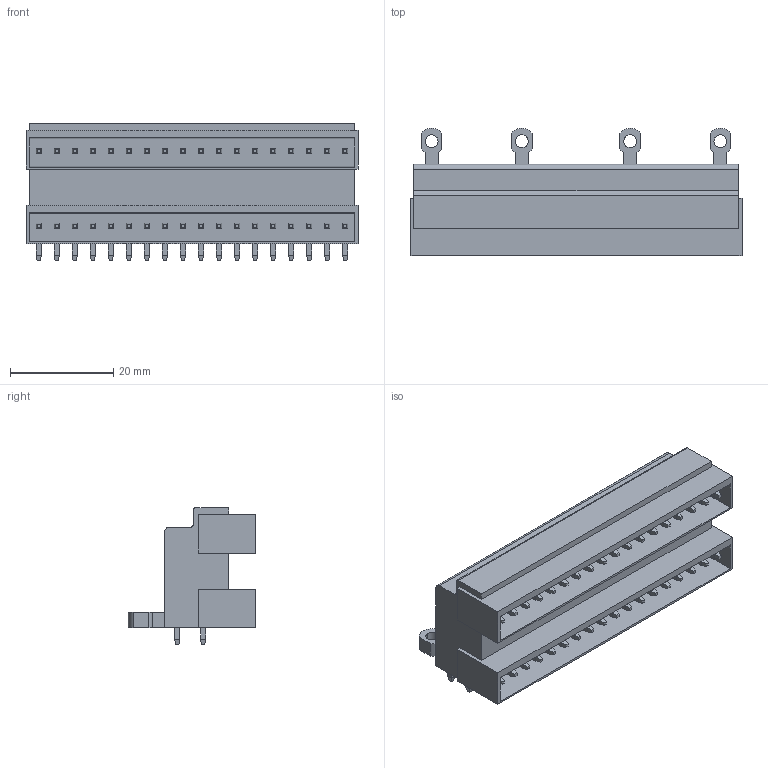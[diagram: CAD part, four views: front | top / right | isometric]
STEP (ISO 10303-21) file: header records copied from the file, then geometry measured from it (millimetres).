
FILE_DESCRIPTION(('CATIA V5 STEP Exchange','CAx-IF Rec.Pracs.--- Model Styling and Organization---1.2---2011-12-15'),'2;1');
FILE_NAME ('D1453957_0_1633740000_1633740000.stp','2018-11-10T07:44:14+00:00',('none'),('Weidmueller'),'CATIA Version 5-6 Release 2014','CATIA V5 STEP AP214','none');
FILE_SCHEMA(('AUTOMOTIVE_DESIGN { 1 0 10303 214 1 1 1 1 }'));
Length unit declared in the file: millimetre
Products named in the file (1): 1633740000
Bounding box: 64.4 x 24.7 x 26.5 mm (x, y, z)
Volume: 17115.4 mm3; surface area: 14960.2 mm2
Topology: 37 solids, 37 shells, 871 faces, 2097 edges, 1302 vertices
Faces by surface type: plane 844, cylinder 27
Entity records: 21437 total; most frequent: ORIENTED_EDGE 4194, CARTESIAN_POINT 3992, DIRECTION 2417, EDGE_CURVE 2097, VECTOR 1755, LINE 1755, VERTEX_POINT 1302, EDGE_LOOP 953
